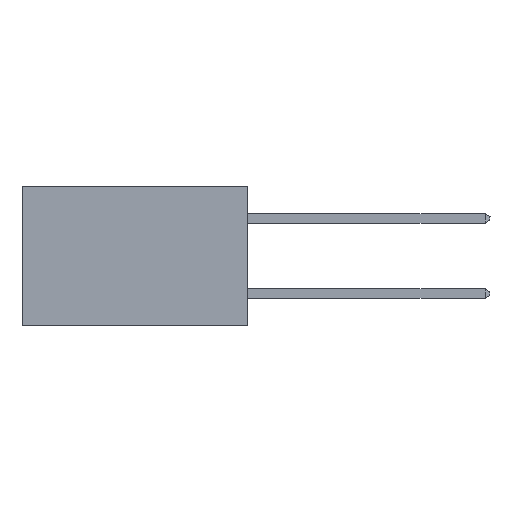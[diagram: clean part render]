
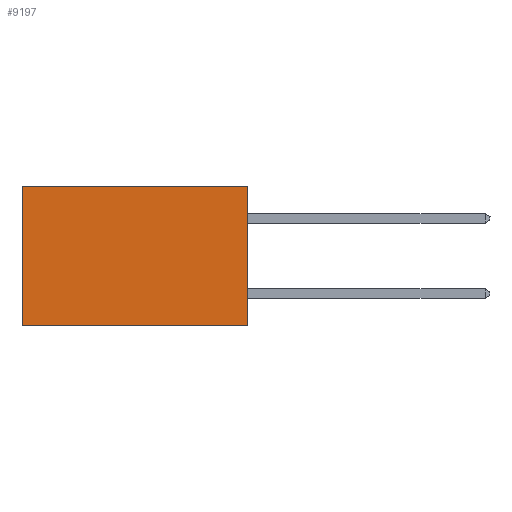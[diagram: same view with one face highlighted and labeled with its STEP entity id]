
A CAD part, left-side view. The second image highlights one B-rep face of the part: STEP entity #9197.
In plain terms, the highlighted planar face has unit normal (-1, 0, 0).
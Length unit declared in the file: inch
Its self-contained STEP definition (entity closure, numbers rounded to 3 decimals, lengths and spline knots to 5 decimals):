
#28 = CARTESIAN_POINT ( 'NONE',  ( 0.298, 0., -0.37 ) ) ;
#303 = DIRECTION ( 'NONE',  ( 0., 1., 0. ) ) ;
#1125 = FACE_OUTER_BOUND ( 'NONE', #27662, .T. ) ;
#3341 = VERTEX_POINT ( 'NONE', #29186 ) ;
#3843 = VECTOR ( 'NONE', #25252, 39.37008 ) ;
#4036 = CARTESIAN_POINT ( 'NONE',  ( 0.298, 0., 0. ) ) ;
#4831 = CARTESIAN_POINT ( 'NONE',  ( 0.298, 0.6, 0. ) ) ;
#5682 = LINE ( 'NONE', #30649, #24449 ) ;
#6282 = VECTOR ( 'NONE', #303, 39.37008 ) ;
#6628 = DIRECTION ( 'NONE',  ( 0., 0., -1. ) ) ;
#8869 = ORIENTED_EDGE ( 'NONE', *, *, #10191, .T. ) ;
#9099 = PLANE ( 'NONE',  #32250 ) ;
#9197 = ADVANCED_FACE ( 'NONE', ( #1125 ), #9099, .F. ) ;
#10191 = EDGE_CURVE ( 'NONE', #28535, #28679, #19912, .T. ) ;
#10682 = LINE ( 'NONE', #4831, #3843 ) ;
#12041 = ORIENTED_EDGE ( 'NONE', *, *, #23290, .F. ) ;
#12834 = DIRECTION ( 'NONE',  ( 0., 1., 0. ) ) ;
#14167 = EDGE_CURVE ( 'NONE', #28535, #3341, #5682, .T. ) ;
#15333 = VERTEX_POINT ( 'NONE', #28104 ) ;
#17286 = EDGE_CURVE ( 'NONE', #28679, #15333, #10682, .T. ) ;
#19912 = LINE ( 'NONE', #25781, #6282 ) ;
#20494 = DIRECTION ( 'NONE',  ( 0., 0., -1. ) ) ;
#21951 = DIRECTION ( 'NONE',  ( 1., 0., 0. ) ) ;
#23290 = EDGE_CURVE ( 'NONE', #3341, #15333, #32910, .T. ) ;
#24449 = VECTOR ( 'NONE', #20494, 39.37008 ) ;
#24572 = ORIENTED_EDGE ( 'NONE', *, *, #17286, .T. ) ;
#25252 = DIRECTION ( 'NONE',  ( 0., 0., -1. ) ) ;
#25781 = CARTESIAN_POINT ( 'NONE',  ( 0.298, 0., 0. ) ) ;
#25934 = CARTESIAN_POINT ( 'NONE',  ( 0.298, 0., 0. ) ) ;
#27662 = EDGE_LOOP ( 'NONE', ( #24572, #12041, #30627, #8869 ) ) ;
#28104 = CARTESIAN_POINT ( 'NONE',  ( 0.298, 0.6, -0.37 ) ) ;
#28535 = VERTEX_POINT ( 'NONE', #25934 ) ;
#28679 = VERTEX_POINT ( 'NONE', #31416 ) ;
#29186 = CARTESIAN_POINT ( 'NONE',  ( 0.298, 0., -0.37 ) ) ;
#30627 = ORIENTED_EDGE ( 'NONE', *, *, #14167, .F. ) ;
#30649 = CARTESIAN_POINT ( 'NONE',  ( 0.298, 0., 0. ) ) ;
#31416 = CARTESIAN_POINT ( 'NONE',  ( 0.298, 0.6, 0. ) ) ;
#32123 = VECTOR ( 'NONE', #12834, 39.37008 ) ;
#32250 = AXIS2_PLACEMENT_3D ( 'NONE', #4036, #21951, #6628 ) ;
#32910 = LINE ( 'NONE', #28, #32123 ) ;
